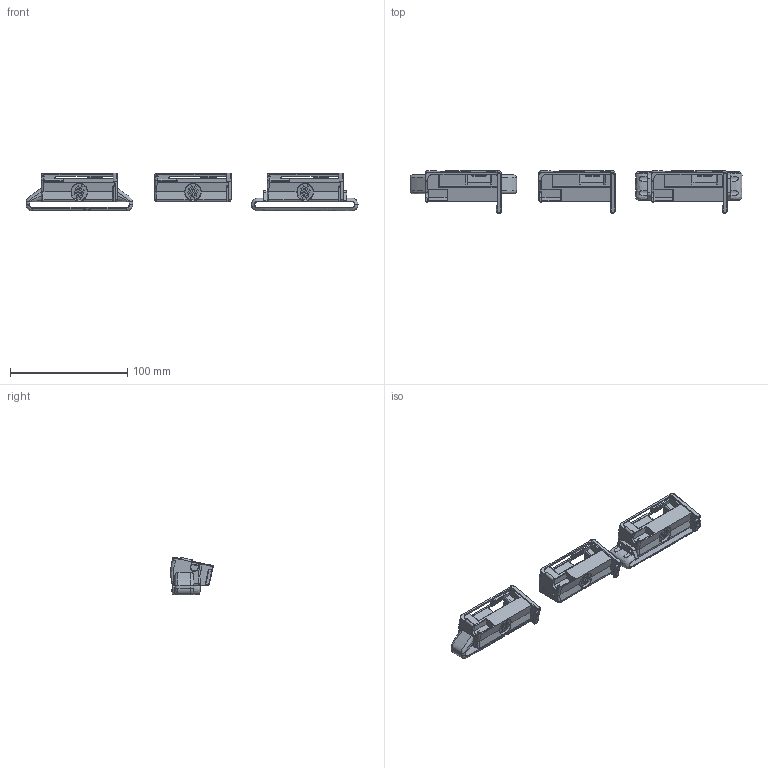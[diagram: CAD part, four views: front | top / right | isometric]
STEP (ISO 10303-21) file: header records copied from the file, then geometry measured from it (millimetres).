
FILE_DESCRIPTION(/* description */ (''),/* implementation_level */ '2;1');
FILE_NAME(/* name */ 'SpikerbitCageSource',/* time_stamp */ '2026-03-04T12:42:05-05:00',/* author */ (''),/* organization */ (''),/* preprocessor_version */ 'ST-DEVELOPER v19.2',/* originating_system */ 'Rhino 8.28',/* authorisation */ '');
FILE_SCHEMA (('AP242_MANAGED_MODEL_BASED_3D_ENGINEERING_MIM_LF { 1 0 10303 442 3 1 4 }'));
Length unit declared in the file: millimetre
Products named in the file (1): Document
Bounding box: 283.34 x 36.32 x 32.42 mm (x, y, z)
Volume: 91059.4 mm3; surface area: 37773.4 mm2
Topology: 4 solids, 4 shells, 681 faces, 1836 edges, 1131 vertices
Faces by surface type: plane 296, cylinder 214, bspline 171
Full cylindrical faces by diameter (mm): 2.7 x4, 3.3 x4, 4.7 x4, 13.884 x3
Entity records: 24088 total; most frequent: CARTESIAN_POINT 10921, ORIENTED_EDGE 3616, EDGE_CURVE 1808, DIRECTION 1338, VERTEX_POINT 1131, AXIS2_PLACEMENT_3D 924, B_SPLINE_CURVE_WITH_KNOTS 923, EDGE_LOOP 703
